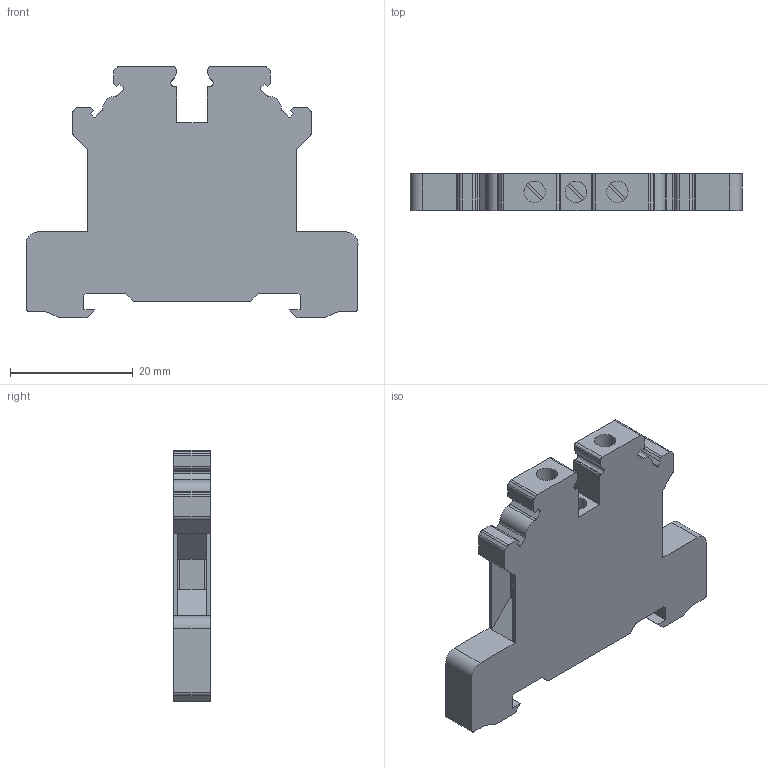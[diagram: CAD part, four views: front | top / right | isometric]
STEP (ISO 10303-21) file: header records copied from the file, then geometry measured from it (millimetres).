
FILE_DESCRIPTION (( 'STEP AP214' ), '1' );
FILE_NAME ('CTS4-PEN - step new.STEP', '2023-10-17T07:15:02', ( '' ), ( '' ), 'SwSTEP 2.0', 'SolidWorks 2022', '' );
FILE_SCHEMA (( 'AUTOMOTIVE_DESIGN' ));
Length unit declared in the file: millimetre
Products named in the file (1): CTS4-PEN - step new
Bounding box: 54.2 x 6 x 41.07 mm (x, y, z)
Volume: 7964.4 mm3; surface area: 5085 mm2
Topology: 1 solids, 1 shells, 169 faces, 456 edges, 292 vertices
Faces by surface type: plane 122, cylinder 47
Full cylindrical faces by diameter (mm): 3.5 x3
Entity records: 6328 total; most frequent: CARTESIAN_POINT 969, ORIENTED_EDGE 900, DIRECTION 883, EDGE_CURVE 450, VECTOR 349, LINE 349, VERTEX_POINT 289, AXIS2_PLACEMENT_3D 267
